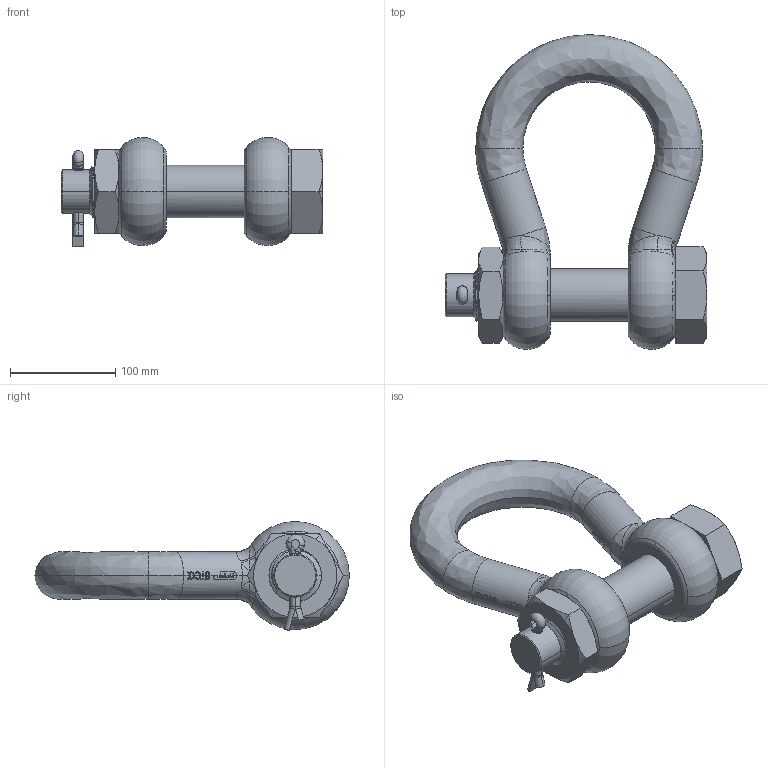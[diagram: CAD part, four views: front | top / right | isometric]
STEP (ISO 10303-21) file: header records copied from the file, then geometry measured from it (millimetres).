
FILE_DESCRIPTION(('STEP AP214'),'1');
FILE_NAME('poghmb45.stp','2017-03-31T16:54:11',('TraceParts'),('TraceParts S.A.'),'Spatial InterOp 3D',' ',' ');
FILE_SCHEMA(('automotive_design'));
Length unit declared in the file: millimetre
Products named in the file (4): poghmb45_1; poghmb45_2; poghmb45_3; poghmb45_4
Bounding box: 249 x 299.5 x 103.85 mm (x, y, z)
Volume: 1846701.3 mm3; surface area: 199697.7 mm2
Topology: 4 solids, 4 shells, 833 faces, 2320 edges, 1513 vertices
Faces by surface type: bspline 356, plane 310, cylinder 130, cone 28, torus 9
Entity records: 39569 total; most frequent: CARTESIAN_POINT 21632, ORIENTED_EDGE 4624, DIRECTION 2336, EDGE_CURVE 2312, VERTEX_POINT 1513, LINE 1032, VECTOR 1032, EDGE_LOOP 867
